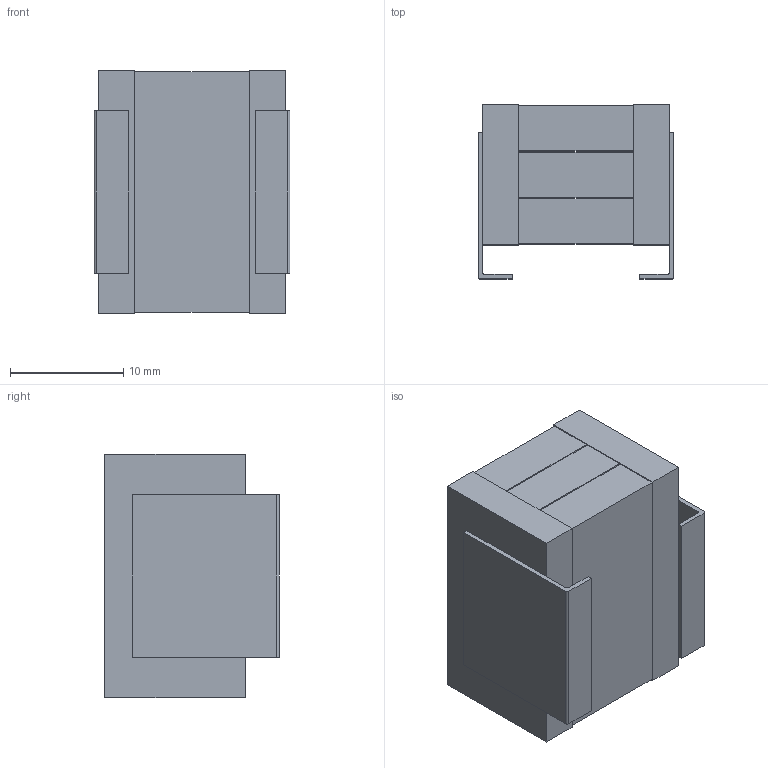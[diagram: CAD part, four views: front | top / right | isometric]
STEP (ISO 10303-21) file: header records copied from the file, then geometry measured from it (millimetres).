
FILE_DESCRIPTION (( 'STEP AP214' ), '1' );
FILE_NAME ('CFS_KJSN_L17.3W21.5T15.4F0.40.STEP', '2018-09-19T16:16:59', ( '' ), ( '' ), 'SwSTEP 2.0', 'SolidWorks 2014', '' );
FILE_SCHEMA (( 'AUTOMOTIVE_DESIGN' ));
Length unit declared in the file: millimetre
Products named in the file (1): CFS_KJSN_L17.3W21.5T15.4F0.40
Bounding box: 17.3 x 15.4 x 21.5 mm (x, y, z)
Volume: 4466.2 mm3; surface area: 2899.1 mm2
Topology: 4 solids, 4 shells, 101 faces, 269 edges, 178 vertices
Faces by surface type: plane 97, cylinder 4
Entity records: 3632 total; most frequent: CARTESIAN_POINT 549, ORIENTED_EDGE 538, DIRECTION 481, EDGE_CURVE 269, VECTOR 261, LINE 261, VERTEX_POINT 178, AXIS2_PLACEMENT_3D 110
